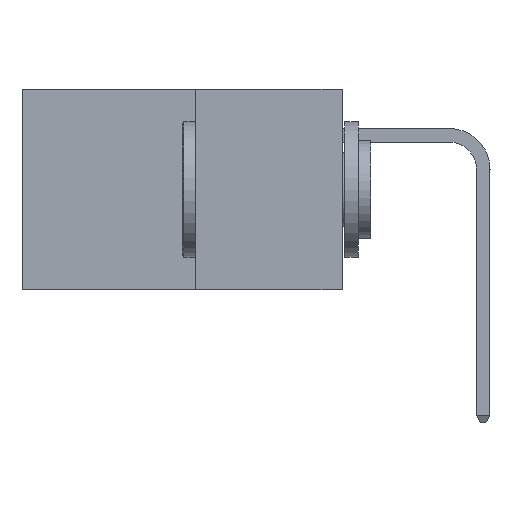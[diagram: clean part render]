
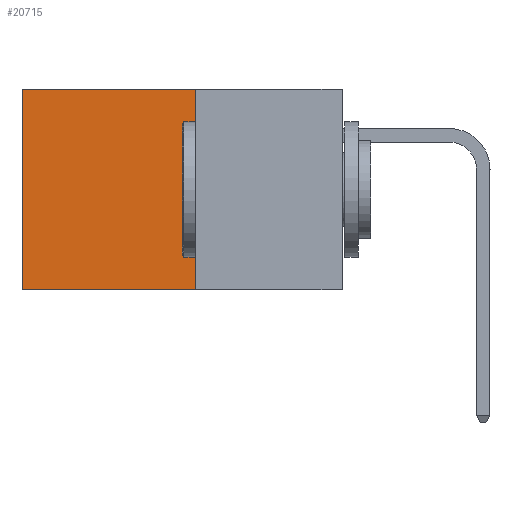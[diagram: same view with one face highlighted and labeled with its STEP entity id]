
A CAD part, left-side view. The second image highlights one B-rep face of the part: STEP entity #20715.
In plain terms, the highlighted planar face has unit normal (-1, 0, 0).
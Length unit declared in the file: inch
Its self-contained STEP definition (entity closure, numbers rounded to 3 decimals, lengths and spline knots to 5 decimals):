
#3220 = LINE ( 'NONE', #13200, #17523 ) ;
#3243 = LINE ( 'NONE', #16516, #12502 ) ;
#3270 = ORIENTED_EDGE ( 'NONE', *, *, #16308, .F. ) ;
#3639 = VERTEX_POINT ( 'NONE', #4925 ) ;
#4225 = EDGE_CURVE ( 'NONE', #20121, #5414, #3243, .T. ) ;
#4265 = VERTEX_POINT ( 'NONE', #18822 ) ;
#4454 = FACE_OUTER_BOUND ( 'NONE', #9052, .T. ) ;
#4633 = EDGE_CURVE ( 'NONE', #3639, #5414, #3220, .T. ) ;
#4817 = EDGE_CURVE ( 'NONE', #4265, #3639, #18386, .T. ) ;
#4925 = CARTESIAN_POINT ( 'NONE',  ( 0.277, 0.59, 0. ) ) ;
#5414 = VERTEX_POINT ( 'NONE', #6102 ) ;
#5720 = AXIS2_PLACEMENT_3D ( 'NONE', #17484, #6306, #19357 ) ;
#6102 = CARTESIAN_POINT ( 'NONE',  ( 0.277, 0.59, -0.37 ) ) ;
#6306 = DIRECTION ( 'NONE',  ( 1., 0., 0. ) ) ;
#8159 = CARTESIAN_POINT ( 'NONE',  ( 0.277, 0.27, -0.37 ) ) ;
#9052 = EDGE_LOOP ( 'NONE', ( #21294, #11634, #3270, #12239 ) ) ;
#9642 = CARTESIAN_POINT ( 'NONE',  ( 0.277, 0.27, -0.37 ) ) ;
#10646 = VECTOR ( 'NONE', #11499, 39.37008 ) ;
#11499 = DIRECTION ( 'NONE',  ( 0., 0., -1. ) ) ;
#11634 = ORIENTED_EDGE ( 'NONE', *, *, #4225, .F. ) ;
#12239 = ORIENTED_EDGE ( 'NONE', *, *, #4817, .T. ) ;
#12502 = VECTOR ( 'NONE', #15718, 39.37008 ) ;
#13200 = CARTESIAN_POINT ( 'NONE',  ( 0.277, 0.59, -0.37 ) ) ;
#13206 = DIRECTION ( 'NONE',  ( 0., 0., -1. ) ) ;
#13376 = VECTOR ( 'NONE', #14917, 39.37008 ) ;
#14917 = DIRECTION ( 'NONE',  ( 0., 1., 0. ) ) ;
#15199 = CARTESIAN_POINT ( 'NONE',  ( 0.277, 0.27, 0. ) ) ;
#15718 = DIRECTION ( 'NONE',  ( 0., 1., 0. ) ) ;
#16308 = EDGE_CURVE ( 'NONE', #4265, #20121, #20601, .T. ) ;
#16516 = CARTESIAN_POINT ( 'NONE',  ( 0.277, 0.27, -0.37 ) ) ;
#17484 = CARTESIAN_POINT ( 'NONE',  ( 0.277, 0.27, -0.37 ) ) ;
#17523 = VECTOR ( 'NONE', #13206, 39.37008 ) ;
#18386 = LINE ( 'NONE', #15199, #13376 ) ;
#18822 = CARTESIAN_POINT ( 'NONE',  ( 0.277, 0.27, 0. ) ) ;
#19357 = DIRECTION ( 'NONE',  ( 0., 0., -1. ) ) ;
#20121 = VERTEX_POINT ( 'NONE', #8159 ) ;
#20601 = LINE ( 'NONE', #9642, #10646 ) ;
#20715 = ADVANCED_FACE ( 'NONE', ( #4454 ), #22843, .F. ) ;
#21294 = ORIENTED_EDGE ( 'NONE', *, *, #4633, .T. ) ;
#22843 = PLANE ( 'NONE',  #5720 ) ;
